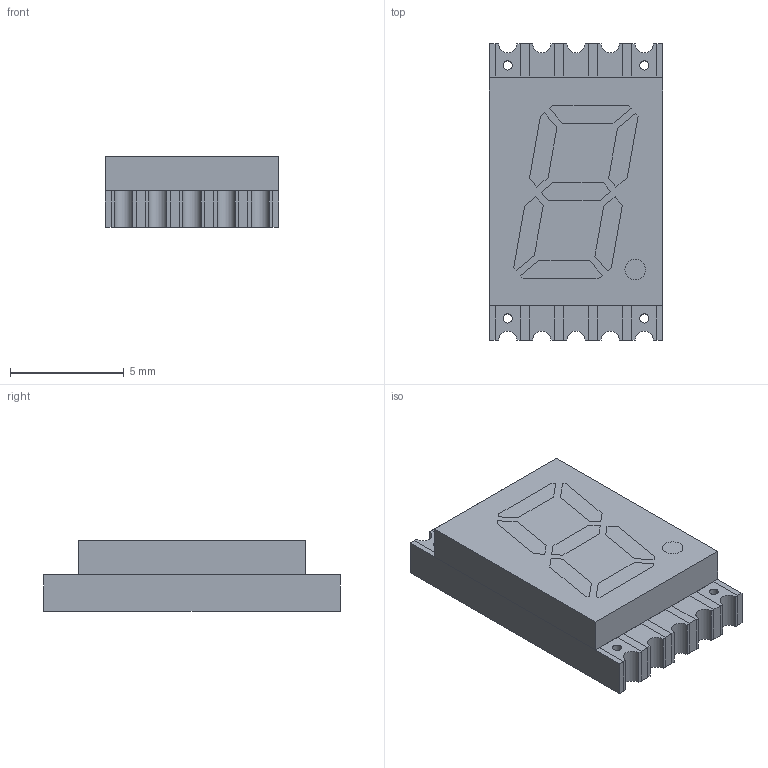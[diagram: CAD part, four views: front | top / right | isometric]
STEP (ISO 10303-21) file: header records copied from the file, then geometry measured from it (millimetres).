
FILE_DESCRIPTION(/* description */ (''),/* implementation_level */ '2;1');
FILE_NAME(/* name */ 'DSM7UA3010X.STEP.step',/* time_stamp */ '2020-08-03T17:00:50+01:00',/* author */ (''),/* organization */ (''),/* preprocessor_version */ 'ST-DEVELOPER v18.1',/* originating_system */ 'Autodesk Translation Framework v9.3.0.1241',/* authorisation */ '');
FILE_SCHEMA (('AUTOMOTIVE_DESIGN { 1 0 10303 214 3 1 1 }'));
Length unit declared in the file: inch
Products named in the file (7): DSM7UA3010X.STEP; S3012PCB.1.STEP; S3012PCB.4.STEP; S3012___r.STEP; S3012PCB.2.STEP; S3012PCB.3.STEP; LEDs
Assembly tree (15 placements, depth 2):
  DSM7UA3010X.STEP
    S3012PCB.1.STEP
    S3012PCB.2.STEP  x6
    S3012PCB.3.STEP  x4
    S3012PCB.4.STEP  x2
    S3012___r.STEP
    LEDs
Bounding box: 7.6 x 13 x 3.1 mm (x, y, z)
Volume: 255.1 mm3; surface area: 761.7 mm2
Topology: 22 solids, 22 shells, 246 faces, 606 edges, 404 vertices
Faces by surface type: plane 226, cylinder 20
Full cylindrical faces by diameter (mm): 0.4 x4, 0.9 x2, 1.5 x4
Entity records: 5582 total; most frequent: CARTESIAN_POINT 948, ORIENTED_EDGE 900, DIRECTION 862, EDGE_CURVE 450, LINE 434, VECTOR 434, VERTEX_POINT 300, AXIS2_PLACEMENT_3D 214
